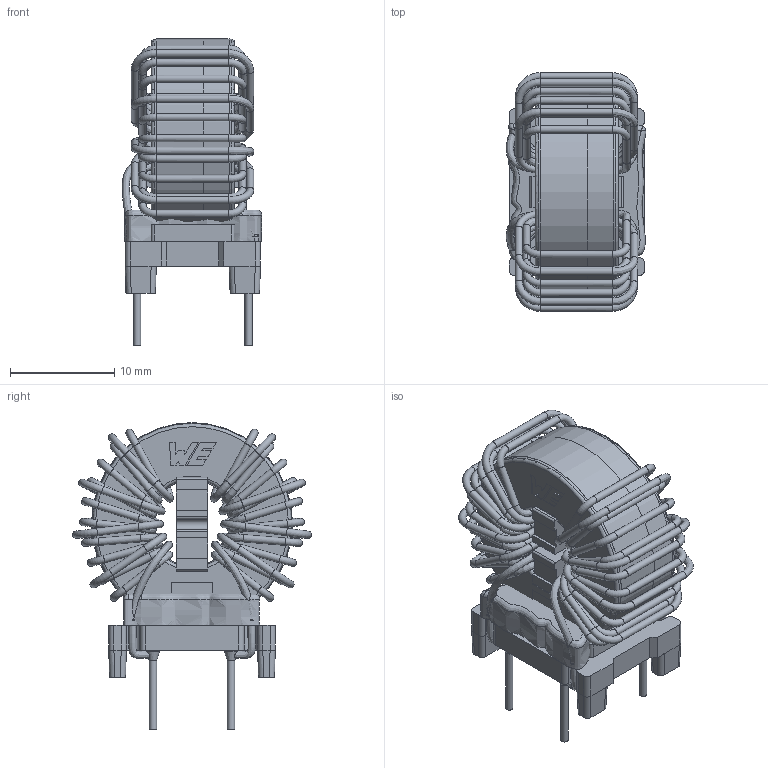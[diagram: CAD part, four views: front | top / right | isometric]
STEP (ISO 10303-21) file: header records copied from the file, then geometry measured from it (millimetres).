
FILE_DESCRIPTION(('STEP AP214'),'1');
FILE_NAME('L_Wurth_WE-CMBNC-TypeM_7448030509.step','2025-04-03T09:57:17',(' '),('ANSOFT Corporation'),'Spatial InterOp 3D',' ',' ');
FILE_SCHEMA(('AUTOMOTIVE_DESIGN { 1 0 10303 214 1 1 1 1 }'));
Length unit declared in the file: millimetre
Products named in the file (1): solderM
Bounding box: 13.42 x 22.93 x 29.46 mm (x, y, z)
Volume: 2549.3 mm3; surface area: 7114.3 mm2
Topology: 16 solids, 16 shells, 576 faces, 1372 edges, 843 vertices
Faces by surface type: plane 203, cylinder 194, torus 99, bspline 65, cone 13, sphere 1, extrusion 1
Full cylindrical faces by diameter (mm): 0.7 x126, 8.3 x1, 9.7 x2, 16.7 x2, 19.3 x1, 19.32 x1
Entity records: 35485 total; most frequent: CARTESIAN_POINT 15766, DIRECTION 2306, ORIENTED_EDGE 1966, STYLED_ITEM 1321, PRESENTATION_STYLE_ASSIGNMENT 1321, COLOUR_RGB 1321, EDGE_CURVE 983, AXIS2_PLACEMENT_3D 918
